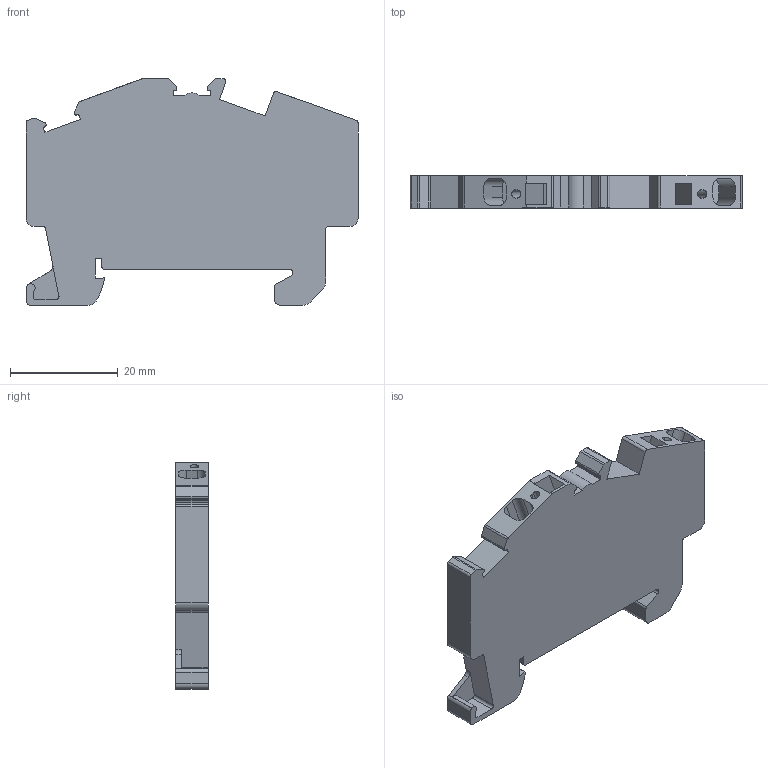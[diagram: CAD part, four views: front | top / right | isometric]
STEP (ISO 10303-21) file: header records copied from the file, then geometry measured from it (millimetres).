
FILE_DESCRIPTION( ( 'Unknown' ), '1' );
FILE_NAME( 'AGT4.stp', 'Unknown', ( 'Unknown' ), ( 'Unknown' ), 'PSStep 14.0', 'Unknown', ' ' );
FILE_SCHEMA( ( 'AUTOMOTIVE_DESIGN { 1 0 10303 214 1 1 1 1 }' ) );
Length unit declared in the file: millimetre
Products named in the file (1): 1
Bounding box: 61.5 x 6 x 42 mm (x, y, z)
Volume: 11016.7 mm3; surface area: 6094.9 mm2
Topology: 1 solids, 1 shells, 135 faces, 384 edges, 256 vertices
Faces by surface type: plane 77, cylinder 46, extrusion 12
Entity records: 5546 total; most frequent: DIRECTION 784, CARTESIAN_POINT 776, ORIENTED_EDGE 768, EDGE_CURVE 384, VECTOR 280, LINE 268, VERTEX_POINT 256, AXIS2_PLACEMENT_3D 252
